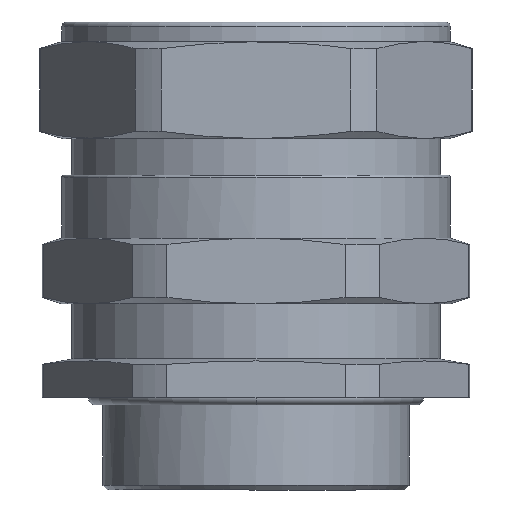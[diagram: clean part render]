
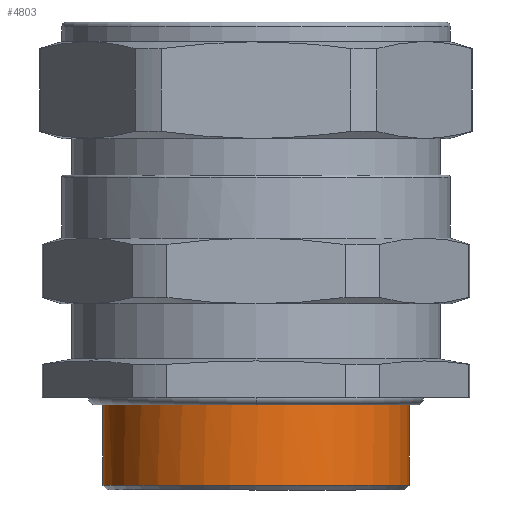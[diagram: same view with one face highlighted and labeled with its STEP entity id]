
A CAD part, left-side view. The second image highlights one B-rep face of the part: STEP entity #4803.
In plain terms, the highlighted cylindrical face has radius 31.5 mm (diameter 63 mm), a partial arc.
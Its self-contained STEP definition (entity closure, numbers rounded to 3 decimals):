
#4549=AXIS2_PLACEMENT_3D('Circle Axis2P3D',#4547,#4548,$) ;
#4621=AXIS2_PLACEMENT_3D('Circle Axis2P3D',#4619,#4620,$) ;
#4762=AXIS2_PLACEMENT_3D('Cylinder Axis2P3D',#4759,#4760,#4761) ;
#4793=AXIS2_PLACEMENT_3D('Circle Axis2P3D',#4791,#4792,$) ;
#4542=CARTESIAN_POINT('Vertex',(23.611,71.401,19.)) ;
#4547=CARTESIAN_POINT('Axis2P3D Location',(40.,44.5,19.)) ;
#4551=CARTESIAN_POINT('Vertex',(40.,13.,19.)) ;
#4616=CARTESIAN_POINT('Vertex',(40.,76.,19.)) ;
#4619=CARTESIAN_POINT('Axis2P3D Location',(40.,44.5,19.)) ;
#4759=CARTESIAN_POINT('Axis2P3D Location',(40.,44.5,9.5)) ;
#4764=CARTESIAN_POINT('Line Origine',(40.,76.,9.5)) ;
#4768=CARTESIAN_POINT('Vertex',(40.,76.,1.)) ;
#4771=CARTESIAN_POINT('Line Origine',(40.,13.,9.5)) ;
#4775=CARTESIAN_POINT('Vertex',(40.,13.,1.)) ;
#4791=CARTESIAN_POINT('Axis2P3D Location',(40.,44.5,1.)) ;
#4548=DIRECTION('Axis2P3D Direction',(0.,0.,-1.)) ;
#4620=DIRECTION('Axis2P3D Direction',(0.,0.,-1.)) ;
#4760=DIRECTION('Axis2P3D Direction',(0.,0.,-1.)) ;
#4761=DIRECTION('Axis2P3D XDirection',(0.,1.,0.)) ;
#4765=DIRECTION('Vector Direction',(0.,0.,-1.)) ;
#4772=DIRECTION('Vector Direction',(0.,0.,-1.)) ;
#4792=DIRECTION('Axis2P3D Direction',(0.,0.,-1.)) ;
#4766=VECTOR('Line Direction',#4765,1.) ;
#4773=VECTOR('Line Direction',#4772,1.) ;
#4797=ORIENTED_EDGE('',*,*,#4777,.T.) ;
#4798=ORIENTED_EDGE('',*,*,#4553,.T.) ;
#4799=ORIENTED_EDGE('',*,*,#4623,.T.) ;
#4800=ORIENTED_EDGE('',*,*,#4770,.F.) ;
#4801=ORIENTED_EDGE('',*,*,#4795,.F.) ;
#4803=ADVANCED_FACE('PartBody',(#4802),#4763,.T.) ;
#4550=CIRCLE('generated circle',#4549,31.5) ;
#4622=CIRCLE('generated circle',#4621,31.5) ;
#4794=CIRCLE('generated circle',#4793,31.5) ;
#4763=CYLINDRICAL_SURFACE('generated cylinder',#4762,31.5) ;
#4553=EDGE_CURVE('',#4552,#4543,#4550,.T.) ;
#4623=EDGE_CURVE('',#4543,#4617,#4622,.T.) ;
#4770=EDGE_CURVE('',#4769,#4617,#4767,.F.) ;
#4777=EDGE_CURVE('',#4776,#4552,#4774,.F.) ;
#4795=EDGE_CURVE('',#4776,#4769,#4794,.T.) ;
#4796=EDGE_LOOP('',(#4797,#4798,#4799,#4800,#4801)) ;
#4802=FACE_OUTER_BOUND('',#4796,.T.) ;
#4767=LINE('Line',#4764,#4766) ;
#4774=LINE('Line',#4771,#4773) ;
#4543=VERTEX_POINT('',#4542) ;
#4552=VERTEX_POINT('',#4551) ;
#4617=VERTEX_POINT('',#4616) ;
#4769=VERTEX_POINT('',#4768) ;
#4776=VERTEX_POINT('',#4775) ;
